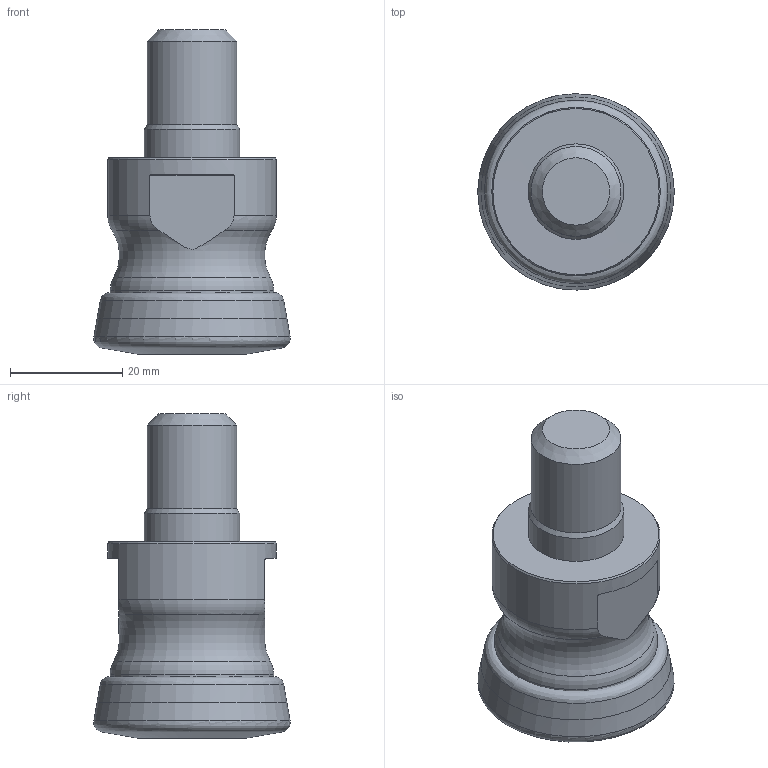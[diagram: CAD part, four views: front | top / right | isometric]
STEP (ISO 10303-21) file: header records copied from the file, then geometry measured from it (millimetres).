
FILE_DESCRIPTION(/* description */ (''),/* implementation_level */ '2;1');
FILE_NAME(/* name */ 'R217.21-1635.RE-SP10.3A_Basic.stp',/* time_stamp */ '2021-09-17T16:40:20+05:00',/* author */ (''),/* organization */ (''),/* preprocessor_version */ 'ST-DEVELOPER v16.7',/* originating_system */ 'SIEMENS PLM Software NX 12.0',/* authorisation */ '');
FILE_SCHEMA (('AUTOMOTIVE_DESIGN { 1 0 10303 214 3 1 1 1 }'));
Length unit declared in the file: millimetre
Products named in the file (4): CUT; NOCUT; ASSEMBLY_CONSTRUCTION; A2355936_stp_stp
Assembly tree (3 placements, depth 2):
  A2355936_stp_stp
    ASSEMBLY_CONSTRUCTION
    NOCUT
    CUT
Bounding box: 34.97 x 34.95 x 57.75 mm (x, y, z)
Volume: 34789.1 mm3; surface area: 8683.9 mm2
Topology: 2 solids, 2 shells, 43 faces, 109 edges, 76 vertices
Faces by surface type: revolution 12, torus 11, cone 7, plane 7, cylinder 6
Full cylindrical faces by diameter (mm): 16 x1, 16.994 x1, 29.118 x1, 30 x1
Entity records: 1360 total; most frequent: CARTESIAN_POINT 378, DIRECTION 184, ORIENTED_EDGE 114, AXIS2_PLACEMENT_3D 80, EDGE_LOOP 76, FACE_BOUND 66, EDGE_CURVE 57, VERTEX_POINT 49
